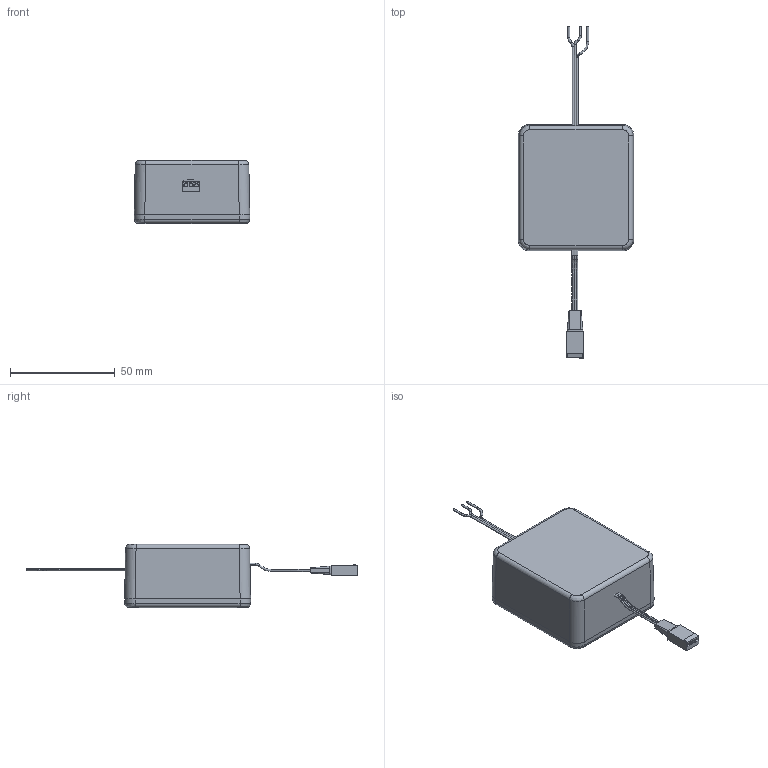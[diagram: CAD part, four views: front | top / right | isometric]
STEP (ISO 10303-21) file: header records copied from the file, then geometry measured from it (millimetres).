
FILE_DESCRIPTION (( 'STEP AP214' ), '1' );
FILE_NAME ('INGUN_111185.STEP', '2021-11-11T14:24:47', ( '' ), ( '' ), 'SwSTEP 2.0', 'SolidWorks 2018', '' );
FILE_SCHEMA (( 'AUTOMOTIVE_DESIGN' ));
Length unit declared in the file: millimetre
Products named in the file (11): K_102726~0; 111186~1_S; 111429~0_S; 111364~1_S; 111365~1_S; 112297~0_S; K_102152~0; INGUN_111185; K_102727~0; K_102728~0; 112302~0_S
Assembly tree (14 placements, depth 3):
  INGUN_111185
    111364~1_S
      111365~1_S
      K_102152~0
    111186~1_S
    111429~0_S
      K_102726~0
      K_102727~0
      K_102728~0  x4
    112297~0_S  x2
    112302~0_S
Bounding box: 55 x 158.19 x 30.1 mm (x, y, z)
Volume: 30222.9 mm3; surface area: 34229.5 mm2
Topology: 16 solids, 16 shells, 1660 faces, 4328 edges, 2806 vertices
Faces by surface type: plane 758, bspline 578, cylinder 160, cone 104, torus 60
Entity records: 76148 total; most frequent: CARTESIAN_POINT 36265, ORIENTED_EDGE 6838, DIRECTION 4305, EDGE_CURVE 3419, VERTEX_POINT 2202, LINE 1569, VECTOR 1569, EDGE_LOOP 1413
